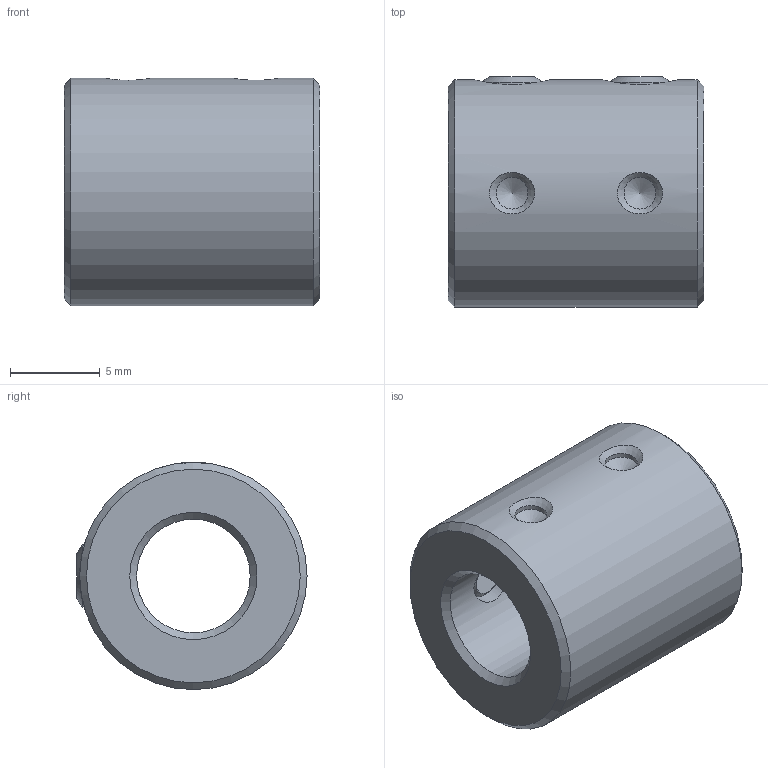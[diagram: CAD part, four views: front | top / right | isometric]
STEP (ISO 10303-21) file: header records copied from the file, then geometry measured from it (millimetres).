
FILE_DESCRIPTION(/* description */ ('Alibre Inc.'),/* implementation_level */ '2;1');
FILE_NAME(/* name */ 'export0',/* time_stamp */ '2018-02-08T09:40:19-08:00',/* author */ (''),/* organization */ (''),/* preprocessor_version */ 'ST-DEVELOPER v14',/* originating_system */ 'Alibre',/* authorisation */ '');
FILE_SCHEMA (('CONFIG_CONTROL_DESIGN'));
Length unit declared in the file: centimetre
Products named in the file (1): ID_1
Bounding box: 14.29 x 12.85 x 12.7 mm (x, y, z)
Volume: 1335.7 mm3; surface area: 1049.8 mm2
Topology: 1 solids, 3 shells, 74 faces, 166 edges, 96 vertices
Faces by surface type: cone 36, plane 30, cylinder 8
Full cylindrical faces by diameter (mm): 1.778 x2, 2.642 x2, 3.505 x2, 6.345 x1, 12.7 x1
Entity records: 2091 total; most frequent: CARTESIAN_POINT 640, DIRECTION 262, ORIENTED_EDGE 244, EDGE_CURVE 122, AXIS2_PLACEMENT_3D 122, FACE_BOUND 110, EDGE_LOOP 108, VERTEX_POINT 88
